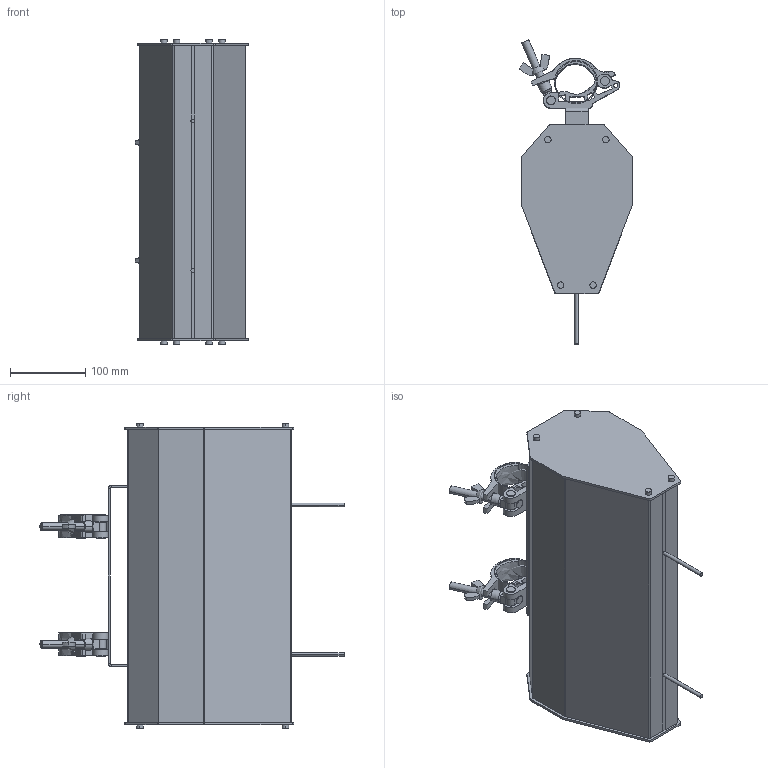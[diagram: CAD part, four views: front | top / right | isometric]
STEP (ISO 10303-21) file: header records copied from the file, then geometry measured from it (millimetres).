
FILE_DESCRIPTION (( 'STEP AP214' ), '1' );
FILE_NAME ('Assem5.STEP', '2019-06-25T08:15:33', ( '' ), ( '' ), 'SwSTEP 2.0', 'SolidWorks 2018', '' );
FILE_SCHEMA (( 'AUTOMOTIVE_DESIGN' ));
Length unit declared in the file: millimetre
Products named in the file (1): Assem5
Bounding box: 150.34 x 403.33 x 405 mm (x, y, z)
Surface area: 399119.8 mm2 (no closed solid volume)
Topology: 0 solids, 20 shells, 271 faces, 779 edges, 534 vertices
Faces by surface type: plane 122, cylinder 97, bspline 48, cone 4
Entity records: 16036 total; most frequent: CARTESIAN_POINT 6345, ORIENTED_EDGE 1394, DIRECTION 1275, EDGE_CURVE 771, VERTEX_POINT 534, AXIS2_PLACEMENT_3D 466, VECTOR 343, LINE 343
